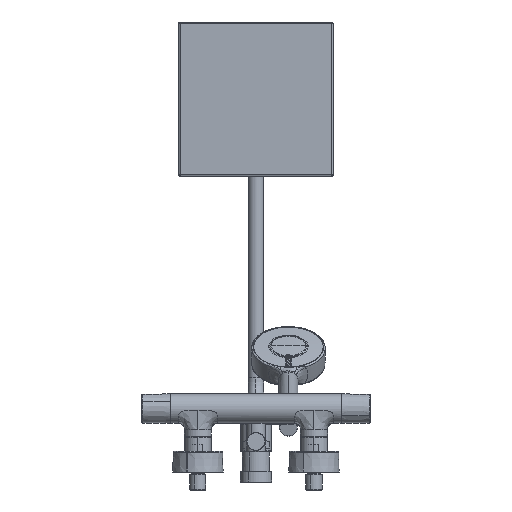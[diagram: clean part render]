
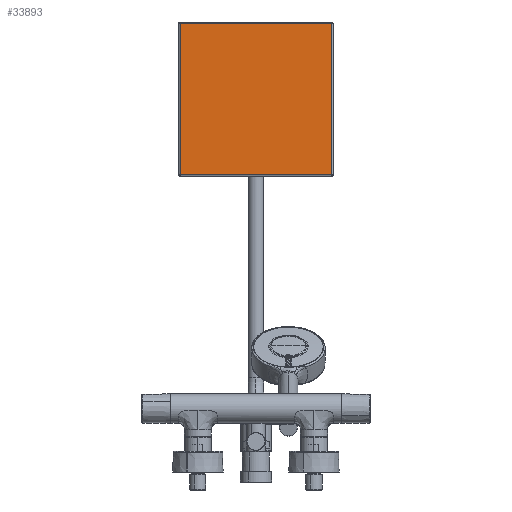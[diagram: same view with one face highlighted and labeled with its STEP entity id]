
A CAD part, front view. The second image highlights one B-rep face of the part: STEP entity #33893.
In plain terms, the highlighted planar face has unit normal (0, -1, 0).
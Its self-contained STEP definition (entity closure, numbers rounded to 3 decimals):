
#1631 = VERTEX_POINT ( 'NONE', #13834 ) ;
#2377 = ORIENTED_EDGE ( 'NONE', *, *, #27858, .T. ) ;
#2824 = VECTOR ( 'NONE', #21507, 1000. ) ;
#3788 = VERTEX_POINT ( 'NONE', #29667 ) ;
#4606 = CARTESIAN_POINT ( 'NONE',  ( -97.805, 986.055, 400. ) ) ;
#5576 = VERTEX_POINT ( 'NONE', #20614 ) ;
#6628 = CARTESIAN_POINT ( 'NONE',  ( -97.805, 986.055, 497.755 ) ) ;
#6816 = CARTESIAN_POINT ( 'NONE',  ( 0., 986.055, 400. ) ) ;
#7061 = PLANE ( 'NONE',  #14947 ) ;
#8039 = CARTESIAN_POINT ( 'NONE',  ( 0., 986.055, 302.219 ) ) ;
#9863 = LINE ( 'NONE', #4606, #10698 ) ;
#10111 = ORIENTED_EDGE ( 'NONE', *, *, #26466, .T. ) ;
#10698 = VECTOR ( 'NONE', #12534, 1000. ) ;
#11592 = DIRECTION ( 'NONE',  ( -1., 0., 0. ) ) ;
#12534 = DIRECTION ( 'NONE',  ( 0., 0., -1. ) ) ;
#13300 = CARTESIAN_POINT ( 'NONE',  ( 97.731, 986.055, 400. ) ) ;
#13834 = CARTESIAN_POINT ( 'NONE',  ( -97.805, 986.055, 302.219 ) ) ;
#14356 = CARTESIAN_POINT ( 'NONE',  ( 0., 986.055, 497.755 ) ) ;
#14947 = AXIS2_PLACEMENT_3D ( 'NONE', #6816, #31858, #31495 ) ;
#15104 = VECTOR ( 'NONE', #27618, 1000. ) ;
#17108 = EDGE_CURVE ( 'NONE', #29840, #1631, #9863, .T. ) ;
#20232 = LINE ( 'NONE', #14356, #21950 ) ;
#20614 = CARTESIAN_POINT ( 'NONE',  ( 97.731, 986.055, 497.755 ) ) ;
#21507 = DIRECTION ( 'NONE',  ( 1., 0., 0. ) ) ;
#21950 = VECTOR ( 'NONE', #11592, 1000. ) ;
#22350 = LINE ( 'NONE', #13300, #15104 ) ;
#24389 = ORIENTED_EDGE ( 'NONE', *, *, #25423, .T. ) ;
#25153 = ORIENTED_EDGE ( 'NONE', *, *, #17108, .T. ) ;
#25423 = EDGE_CURVE ( 'NONE', #1631, #3788, #26703, .T. ) ;
#26466 = EDGE_CURVE ( 'NONE', #5576, #29840, #20232, .T. ) ;
#26703 = LINE ( 'NONE', #8039, #2824 ) ;
#27618 = DIRECTION ( 'NONE',  ( 0., 0., 1. ) ) ;
#27858 = EDGE_CURVE ( 'NONE', #3788, #5576, #22350, .T. ) ;
#29667 = CARTESIAN_POINT ( 'NONE',  ( 97.731, 986.055, 302.219 ) ) ;
#29840 = VERTEX_POINT ( 'NONE', #6628 ) ;
#29891 = FACE_OUTER_BOUND ( 'NONE', #31360, .T. ) ;
#31360 = EDGE_LOOP ( 'NONE', ( #25153, #24389, #2377, #10111 ) ) ;
#31495 = DIRECTION ( 'NONE',  ( 0., 0., 1. ) ) ;
#31858 = DIRECTION ( 'NONE',  ( 0., 1., 0. ) ) ;
#33893 = ADVANCED_FACE ( 'NONE', ( #29891 ), #7061, .F. ) ;
